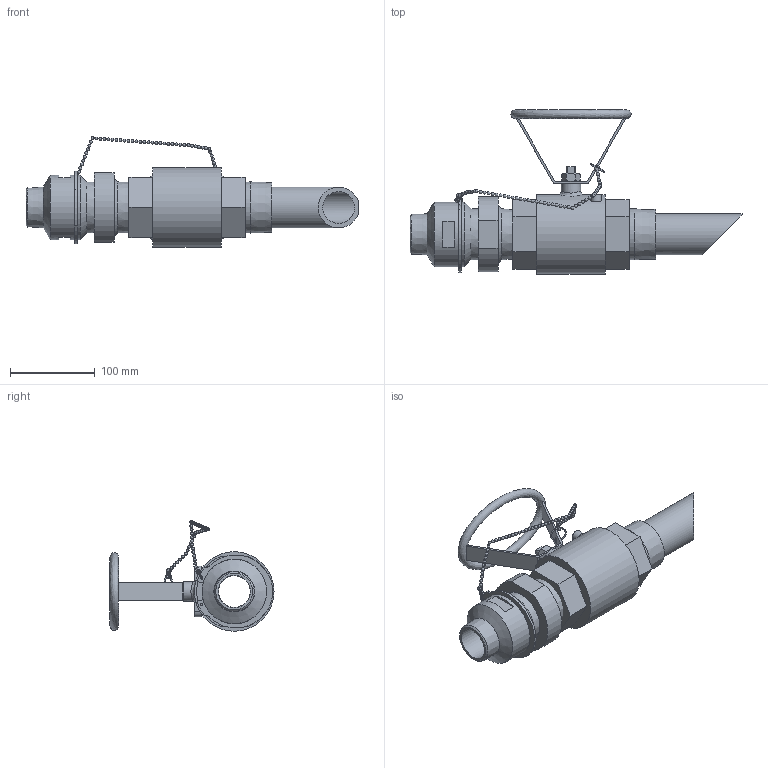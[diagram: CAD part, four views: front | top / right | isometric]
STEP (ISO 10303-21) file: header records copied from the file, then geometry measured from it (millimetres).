
FILE_DESCRIPTION(/* description */ (''),/* implementation_level */ '2;1');
FILE_NAME(/* name */ 'CS-15A20A-4IA-EEEV_R0.stp',/* time_stamp */ '2024-11-07T08:26:38-05:00',/* author */ ('SalesDesk5'),/* organization */ (''),/* preprocessor_version */ 'ST-DEVELOPER v20',/* originating_system */ 'Autodesk Inventor 2025',/* authorisation */ '');
FILE_SCHEMA (('CONFIG_CONTROL_DESIGN'));
Length unit declared in the file: inch
Products named in the file (1): Part2
Bounding box: 392.06 x 193.83 x 130.55 mm (x, y, z)
Volume: 1091883.5 mm3; surface area: 268084.3 mm2
Topology: 22 solids, 22 shells, 328 faces, 807 edges, 526 vertices
Faces by surface type: plane 124, cylinder 110, sphere 63, cone 26, torus 3, bspline 2
Full cylindrical faces by diameter (mm): 0.9 x54, 1.694 x2, 3 x2, 3.8 x2, 4 x2, 5.08 x2, 7.62 x1, 10.668 x1, 22.86 x1, 37.49 x1, 38.1 x1, 48.26 x1, 49.022 x2, 49.251 x1, 50.8 x1, 56.388 x2, 59.246 x1, 60.325 x1, 69.088 x1, 76.2 x2, 93.98 x1
Entity records: 10791 total; most frequent: CARTESIAN_POINT 2282, DIRECTION 1875, ORIENTED_EDGE 1592, EDGE_CURVE 796, AXIS2_PLACEMENT_3D 784, VERTEX_POINT 526, CIRCLE 454, EDGE_LOOP 376
